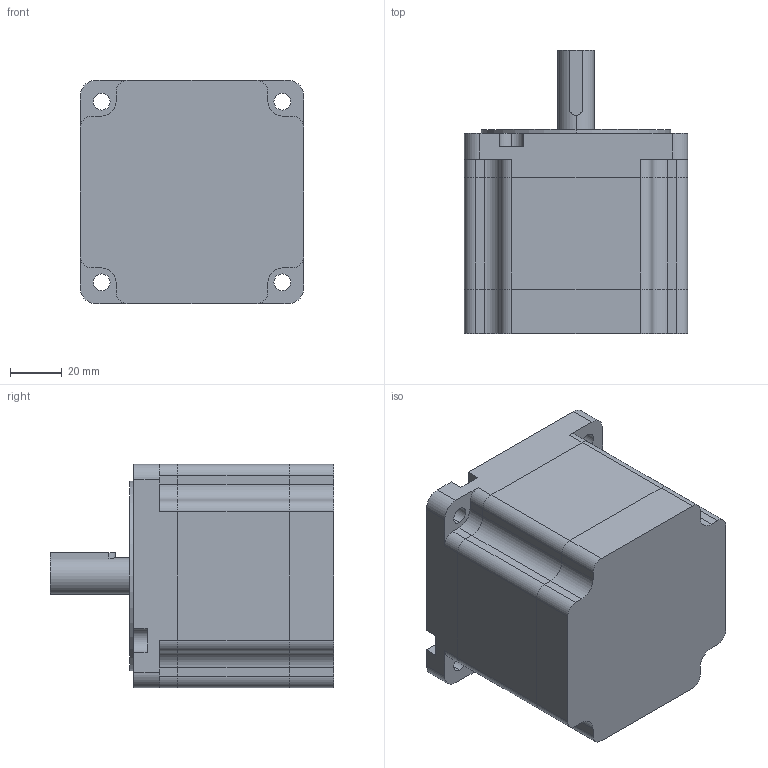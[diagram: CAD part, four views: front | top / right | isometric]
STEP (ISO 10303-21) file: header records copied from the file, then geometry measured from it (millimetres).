
FILE_DESCRIPTION (( 'STEP AP214' ), '1' );
FILE_NAME ('86A4S4-14K（86HS78-K1432-003）.STEP', '2020-07-19T02:59:38', ( 'wimxt.com' ), ( 'wimxt.com' ), 'SwSTEP 2.0', 'SolidWorks 2014', '' );
FILE_SCHEMA (( 'AUTOMOTIVE_DESIGN' ));
Length unit declared in the file: millimetre
Products named in the file (5): 86 瑩; 86A4S4-14傷裔; 86A4菁釱; 86A4隅赽; 86A4S4-14K（86HS78-K1432-003）
Assembly tree (4 placements, depth 2):
  86A4S4-14K（86HS78-K1432-003）
    86A4隅赽
    86A4菁釱
    86A4S4-14傷裔
    86 瑩
Bounding box: 86 x 109 x 86 mm (x, y, z)
Volume: 272648.8 mm3; surface area: 80426.6 mm2
Topology: 4 solids, 5 shells, 181 faces, 481 edges, 321 vertices
Faces by surface type: cylinder 100, plane 81
Entity records: 5979 total; most frequent: DIRECTION 1051, CARTESIAN_POINT 1028, ORIENTED_EDGE 962, EDGE_CURVE 481, AXIS2_PLACEMENT_3D 386, VERTEX_POINT 321, VECTOR 279, LINE 279
